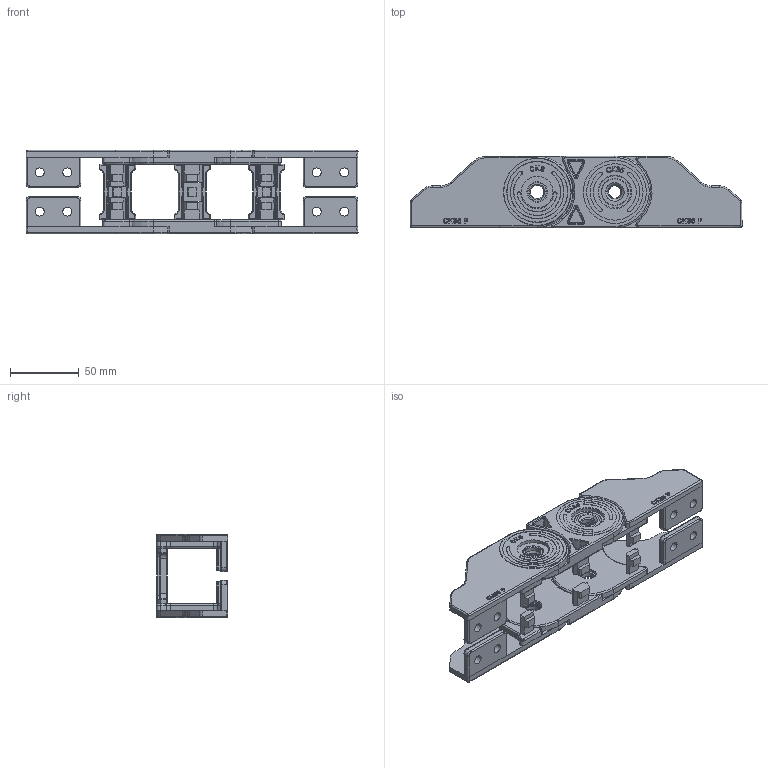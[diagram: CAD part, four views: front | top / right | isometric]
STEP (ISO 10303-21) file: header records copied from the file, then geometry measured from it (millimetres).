
FILE_DESCRIPTION (( 'STEP AP214' ), '1' );
FILE_NAME ('CK35-A040-ESKÝ AYAK.STEP', '2019-09-16T12:18:59', ( '' ), ( '' ), 'SwSTEP 2.0', 'SolidWorks 2017', '' );
FILE_SCHEMA (( 'AUTOMOTIVE_DESIGN' ));
Length unit declared in the file: millimetre
Products named in the file (1): CK35-A040-ESKÝ AYAK
Bounding box: 241.54 x 52.02 x 61.11 mm (x, y, z)
Volume: 177550.9 mm3; surface area: 106172.3 mm2
Topology: 9 solids, 9 shells, 2310 faces, 5870 edges, 3660 vertices
Faces by surface type: plane 888, cylinder 722, bspline 394, torus 228, sphere 44, cone 34
Entity records: 103510 total; most frequent: CARTESIAN_POINT 50615, ORIENTED_EDGE 11644, DIRECTION 9952, EDGE_CURVE 5822, VERTEX_POINT 3660, AXIS2_PLACEMENT_3D 3407, VECTOR 3138, LINE 3138
